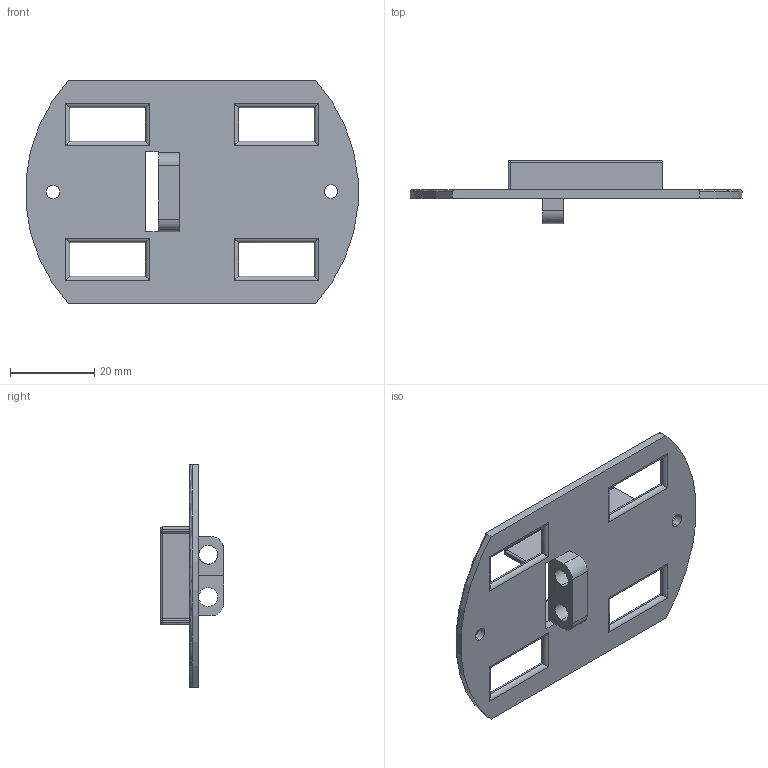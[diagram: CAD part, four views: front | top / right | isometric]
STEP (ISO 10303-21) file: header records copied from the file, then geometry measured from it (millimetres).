
FILE_DESCRIPTION (( 'STEP AP214' ), '1' );
FILE_NAME ('servo_holder.STEP', '2024-05-08T20:42:55', ( '' ), ( '' ), 'SwSTEP 2.0', 'SolidWorks 2023', '' );
FILE_SCHEMA (( 'AUTOMOTIVE_DESIGN' ));
Length unit declared in the file: millimetre
Products named in the file (1): servo_holder
Bounding box: 78.74 x 15 x 53 mm (x, y, z)
Volume: 7654.7 mm3; surface area: 8838.5 mm2
Topology: 1 solids, 1 shells, 85 faces, 228 edges, 138 vertices
Faces by surface type: cylinder 56, plane 23, sphere 4, torus 2
Entity records: 2658 total; most frequent: CARTESIAN_POINT 605, ORIENTED_EDGE 448, DIRECTION 396, EDGE_CURVE 224, VERTEX_POINT 138, VECTOR 134, LINE 134, AXIS2_PLACEMENT_3D 131
